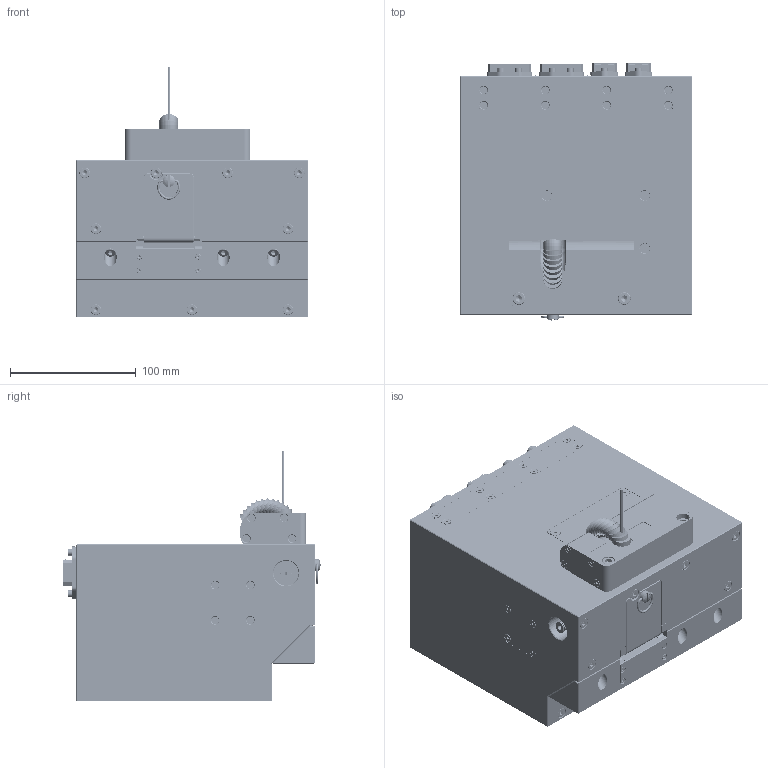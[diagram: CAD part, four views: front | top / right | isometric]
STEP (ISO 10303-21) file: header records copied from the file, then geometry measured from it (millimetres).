
FILE_DESCRIPTION(('Bauteilbeschreibung','HiCAD-Model','HiCAD-STEP-TRANSLATION','Bauteilbeschreibung'),'2;1');
FILE_NAME('FPM03A00060081 FPM HAUPTABMAßE PROFI-NET.STP','2012-11-09T14:34:52+00:00',('Konstrukteur'),('Konstrukteur Firma GmbH'),' HiCAD 2011, Step 1600.0 ','HiCAD 2011','confidential');
FILE_SCHEMA(('AUTOMOTIVE_DESIGN { 1 2 10303 214 0 1 1 1 }'));
Products named in the file (219): FPM03A00060081 FPM HAUPTABMA_E ; FPM_PROFI_NET_BAUGRUPPE; FPM_3_PLATZHALTER; WECHSELKASSETTE_BAUGRUPPE; FPM_SCHUTZGLAS_RING; FPM_SCHUTZGLAS_DECKBLECH; ISO 2338_4X16_ST_ZYLINDERSTIFT; ISO0233804X160ST0ZYLINDERSTIFT; O_RING 40X2; O_RING 14X2; MAGNET_4X2_N45; MAGNET04X20N45; MAGNET04X20N450; MAGNET04X20N451; SCHUTZGLAS_30X1_5; SW3DPS_82_15_360_20; SW3DPS_82_15_360_20_82_15_360 ; STARTBAUTEIL; A2DEFAU0510815204125; A2_35_308_55; A2_KNURLED_SHELL_CLF; A2_RETAINER_CLF; A2_RECEPTICLE_PLATE_CLF; A2_RECEPTICLE_SPRING_CLF; FPM_SCHUTZGLAS_KASSETTE; FRONTEND_ABDECKUNG_BAUGRUPPE; NORMTEILGRUPPE _0; DIN 6912_M5X12_A2_ZYLINDERKOPF; DIN069120M5X120A20ZYLINDERKOPF; DIN069120M5X120A20ZYLINDERKOPF0; DIN069120M5X120A20ZYLINDERKOPF1; NORMTEILGRUPPE000; ISO 2338_6X24_ST_ZYLINDERSTIFT; ISO0233806X240ST0ZYLINDERSTIFT; FPM_FRONTEND_ABDECKUNG_31 ; FRONTEND_BAUGRUPPE; NORMTEILGRUPPE0000; DIN 6912_M5X50_A2_ZYLINDERKOPF; DIN069120M5X500A20ZYLINDERKOPF; NORMTEILGRUPPE0001 ...
Assembly tree (218 placements, depth 6):
  FPM03A00060081 FPM HAUPTABMA_E 
    FPM_PROFI_NET_BAUGRUPPE
      FPM_3_PLATZHALTER
      WECHSELKASSETTE_BAUGRUPPE
        FPM_SCHUTZGLAS_RING
        FPM_SCHUTZGLAS_DECKBLECH
        ISO 2338_4X16_ST_ZYLINDERSTIFT
        ISO0233804X160ST0ZYLINDERSTIFT
        O_RING 40X2
        O_RING 14X2
        MAGNET_4X2_N45
        MAGNET04X20N45
        MAGNET04X20N450
        MAGNET04X20N451
        SCHUTZGLAS_30X1_5
        SW3DPS_82_15_360_20
          SW3DPS_82_15_360_20_82_15_360 
        STARTBAUTEIL
          A2DEFAU0510815204125
        A2_35_308_55
          A2_KNURLED_SHELL_CLF
          A2_RETAINER_CLF
          A2_RECEPTICLE_PLATE_CLF
          A2_RECEPTICLE_SPRING_CLF
        FPM_SCHUTZGLAS_KASSETTE
      FRONTEND_ABDECKUNG_BAUGRUPPE
        NORMTEILGRUPPE _0
          DIN 6912_M5X12_A2_ZYLINDERKOPF
          DIN069120M5X120A20ZYLINDERKOPF
          DIN069120M5X120A20ZYLINDERKOPF0
          DIN069120M5X120A20ZYLINDERKOPF1
          DIN069120M5X120A20ZYLINDERKOPF0
          DIN069120M5X120A20ZYLINDERKOPF1
        NORMTEILGRUPPE000
          ISO 2338_6X24_ST_ZYLINDERSTIFT
          ISO0233806X240ST0ZYLINDERSTIFT
        FPM_FRONTEND_ABDECKUNG_31 
      FRONTEND_BAUGRUPPE
        NORMTEILGRUPPE0000
          DIN 6912_M5X50_A2_ZYLINDERKOPF
          DIN069120M5X500A20ZYLINDERKOPF
        NORMTEILGRUPPE0001
          DIN069120M5X500A20ZYLINDERKOPF0
          DIN069120M5X500A20ZYLINDERKOPF1
          DIN069120M5X500A20ZYLINDERKOPF0
          DIN069120M5X500A20ZYLINDERKOPF1
        NORMTEILGRUPPE0002
          DIN 6912_M5X16_A2_ZYLINDERKOPF
          DIN069120M5X160A20ZYLINDERKOPF
          DIN069120M5X160A20ZYLINDERKOPF0
        FPM_FRONTEND_PAPIERDICHTUNG_32
        O_RING_48X1_5
        QSM_M5_4
        O_RING_14X1_5
        FPM_FRONTEND_30 
        ISO 2338_5X24_ST_ZYLINDERSTIFT
        ISO0233805X240ST0ZYLINDERSTIFT
      ZANGENAUFNAHME_BAUGRUPPE
        MOTORABDECKUNG_BAUGRUPPE
          FPM_MOTOR_SENSOR_DICHTUNG_24 
Bounding box: 185 x 204.74 x 199.5 mm (x, y, z)
Volume: 3837749 mm3; surface area: 519895.4 mm2
Topology: 159 solids, 384 shells, 5782 faces, 15463 edges, 9652 vertices
Faces by surface type: plane 3414, cylinder 1630, cone 410, torus 152, bspline 137, sphere 39
Full cylindrical faces by diameter (mm): 0.5 x12, 1.5 x2, 1.948 x12, 2 x5, 2.2 x3, 2.387 x60, 2.5 x4, 2.9 x10, 3 x43, 3.141 x1, 3.2 x9, 3.4 x24, 3.6 x4, 4 x34, 4.019 x8, 4.1 x4, 4.2 x1, 4.3 x4, 4.5 x24, 4.773 x10, 5 x47, 5.5 x42, 6 x36, 6.35 x1, 6.4 x1, 6.6 x3, 7 x10, 7.5 x10, 8 x5, 8.5 x25
Entity records: 289101 total; most frequent: CARTESIAN_POINT 58687, DIRECTION 29843, ORIENTED_EDGE 26960, COLOUR_RGB 14764, PRESENTATION_STYLE_ASSIGNMENT 14764, OVER_RIDING_STYLED_ITEM 14604, EDGE_CURVE 14078, CURVE_STYLE 13045
